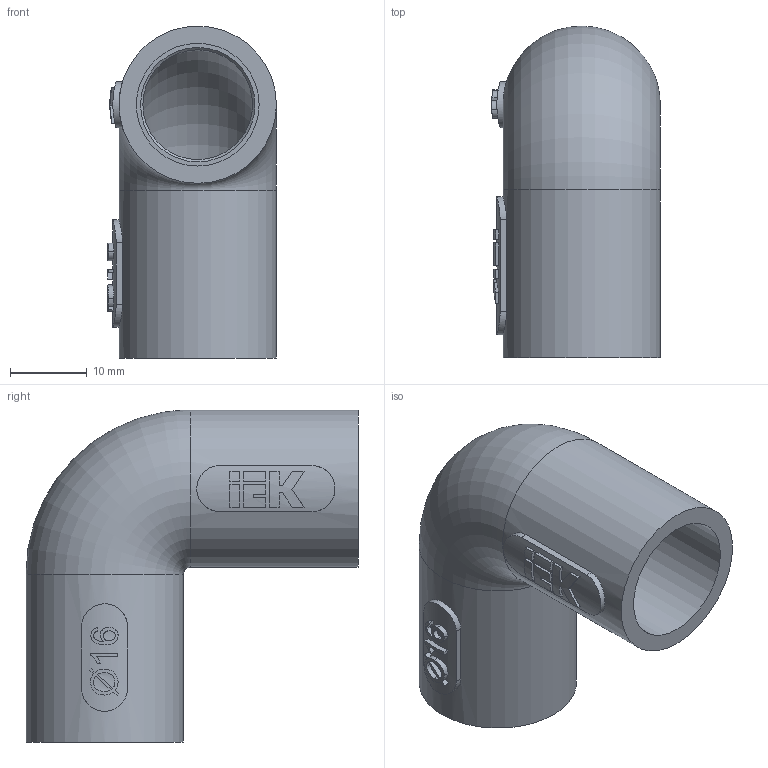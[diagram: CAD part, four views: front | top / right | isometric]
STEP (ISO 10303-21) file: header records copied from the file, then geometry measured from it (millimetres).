
FILE_DESCRIPTION (( 'STEP AP203' ), '1' );
FILE_NAME ('CTA10D-CIG16-K41-005 Ïîâîðîò îòêðûâàþùèéñÿ íà 90ãð. CI16G IEK (5 øò óïàê).STEP', '2016-04-29T07:22:47', ( '' ), ( '' ), 'SwSTEP 2.0', 'SolidWorks 2014', '' );
FILE_SCHEMA (( 'CONFIG_CONTROL_DESIGN' ));
Length unit declared in the file: millimetre
Products named in the file (1): CTA10D-CIG16-K41-005 Ïîâîðîò îòêðûâàþùèéñÿ íà 90ãð. CI16G IEK (5 øò óïàê)
Bounding box: 21.99 x 43.25 x 43.25 mm (x, y, z)
Volume: 8134.1 mm3; surface area: 7525.7 mm2
Topology: 1 solids, 1 shells, 113 faces, 278 edges, 184 vertices
Faces by surface type: plane 58, bspline 26, cylinder 23, cone 4, torus 2
Full cylindrical faces by diameter (mm): 14.3 x2, 16 x2, 20.5 x2
Entity records: 4773 total; most frequent: CARTESIAN_POINT 2296, ORIENTED_EDGE 528, DIRECTION 404, EDGE_CURVE 264, VERTEX_POINT 182, EDGE_LOOP 144, AXIS2_PLACEMENT_3D 138, VECTOR 128
